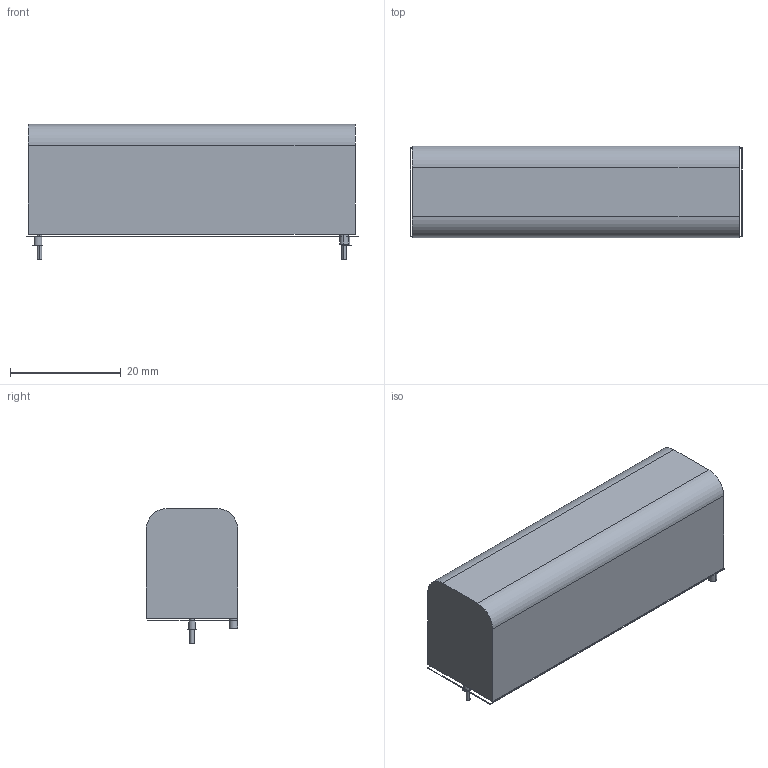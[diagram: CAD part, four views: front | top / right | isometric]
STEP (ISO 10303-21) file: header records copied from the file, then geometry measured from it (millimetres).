
FILE_DESCRIPTION(('FreeCAD Model'),'2;1');
FILE_NAME('battery_holder.step','2018-03-11T19:59:33',( 'kicad StepUp'),('ksu MCAD'),'Open CASCADE STEP processor 6.8', 'FreeCAD','Unknown');
FILE_SCHEMA(('AUTOMOTIVE_DESIGN_CC2 { 1 2 10303 214 -1 1 5 4 }'));
Length unit declared in the file: millimetre
Products named in the file (1): battery_holder
Bounding box: 59.85 x 16.51 x 24.38 mm (x, y, z)
Volume: 18835.1 mm3; surface area: 4917 mm2
Topology: 7 solids, 11 shells, 51 faces, 100 edges, 72 vertices
Faces by surface type: plane 27, cylinder 24
Full cylindrical faces by diameter (mm): 1.17 x6, 1.18 x2, 1.67 x4
Entity records: 1726 total; most frequent: DIRECTION 260, CARTESIAN_POINT 224, ORIENTED_EDGE 184, AXIS2_PLACEMENT_3D 108, EDGE_CURVE 100, VERTEX_POINT 72, FACE_BOUND 68, EDGE_LOOP 68
